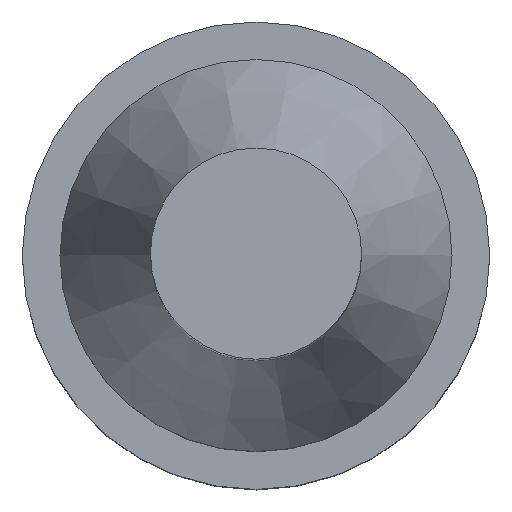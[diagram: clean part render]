
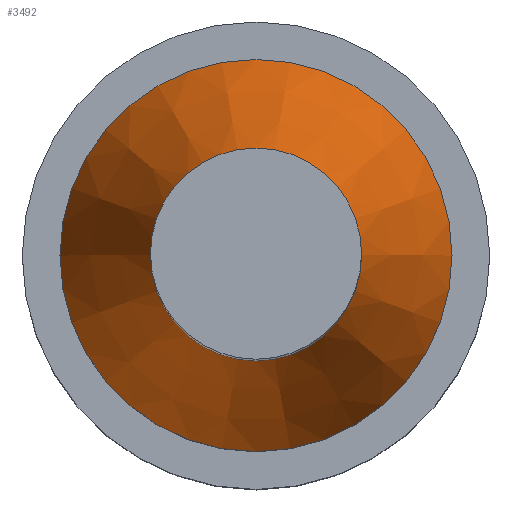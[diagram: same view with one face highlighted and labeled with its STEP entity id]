
A CAD part, top view. The second image highlights one B-rep face of the part: STEP entity #3492.
In plain terms, the highlighted conical face has half-angle 19.983 degrees and reference radius 13 mm.
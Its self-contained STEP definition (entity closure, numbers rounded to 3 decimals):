
#913=FACE_BOUND($,#1356,.T.);
#1106=FACE_OUTER_BOUND($,#1355,.T.);
#1355=EDGE_LOOP($,(#3099));
#1356=EDGE_LOOP($,(#3100));
#1406=CIRCLE($,#3651,7.);
#1407=CIRCLE($,#3654,13.);
#1728=VERTEX_POINT($,#6267);
#1729=VERTEX_POINT($,#6271);
#2188=EDGE_CURVE($,#1728,#1728,#1406,.T.);
#2189=EDGE_CURVE($,#1729,#1729,#1407,.T.);
#3099=ORIENTED_EDGE($,*,*,#2189,.F.);
#3100=ORIENTED_EDGE($,*,*,#2188,.T.);
#3128=CONICAL_SURFACE($,#3653,13.,19.983);
#3492=ADVANCED_FACE($,(#1106,#913),#3128,.T.);
#3651=AXIS2_PLACEMENT_3D($,#6268,#4215,#4216);
#3653=AXIS2_PLACEMENT_3D($,#6270,#4219,#4220);
#3654=AXIS2_PLACEMENT_3D($,#6272,#4221,#4222);
#4215=DIRECTION('center_axis',(0.,0.,-1.));
#4216=DIRECTION('ref_axis',(-1.,0.,0.));
#4219=DIRECTION('center_axis',(0.,0.,-1.));
#4220=DIRECTION('ref_axis',(1.,0.,0.));
#4221=DIRECTION('center_axis',(0.,0.,-1.));
#4222=DIRECTION('ref_axis',(-1.,0.,0.));
#6267=CARTESIAN_POINT('',(-7.,0.,43.5));
#6268=CARTESIAN_POINT('Origin',(0.,0.,43.5));
#6270=CARTESIAN_POINT('Origin',(0.,0.,27.));
#6271=CARTESIAN_POINT('',(13.,0.,27.));
#6272=CARTESIAN_POINT('Origin',(0.,0.,27.));
